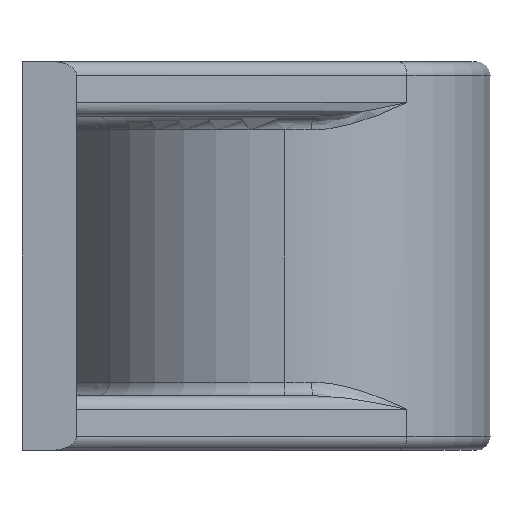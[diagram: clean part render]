
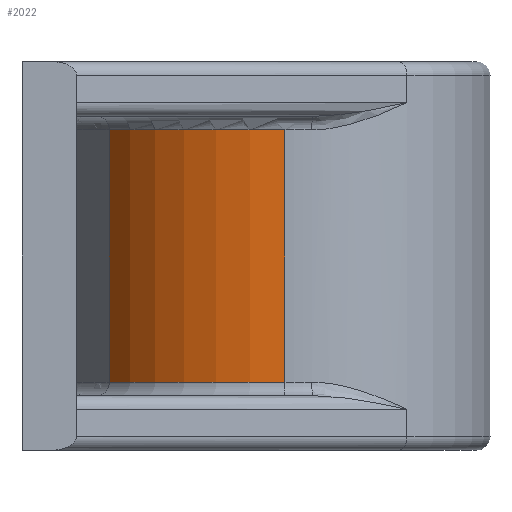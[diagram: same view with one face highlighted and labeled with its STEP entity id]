
A CAD part, left-side view. The second image highlights one B-rep face of the part: STEP entity #2022.
In plain terms, the highlighted cylindrical face has radius 15.1 mm (diameter 30.2 mm), a partial arc.
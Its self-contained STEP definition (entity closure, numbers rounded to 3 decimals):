
#42 = AXIS2_PLACEMENT_3D ( 'NONE', #294, #874, #1398 ) ;
#64 = LINE ( 'NONE', #752, #669 ) ;
#126 = VERTEX_POINT ( 'NONE', #1345 ) ;
#160 = AXIS2_PLACEMENT_3D ( 'NONE', #1460, #406, #1803 ) ;
#238 = EDGE_CURVE ( 'NONE', #126, #1104, #1045, .T. ) ;
#294 = CARTESIAN_POINT ( 'NONE',  ( 0., 0., 1.5 ) ) ;
#344 = FACE_OUTER_BOUND ( 'NONE', #2309, .T. ) ;
#406 = DIRECTION ( 'NONE',  ( 0., 0., -1. ) ) ;
#582 = DIRECTION ( 'NONE',  ( -1., 0., 0. ) ) ;
#669 = VECTOR ( 'NONE', #870, 1000. ) ;
#706 = VECTOR ( 'NONE', #953, 1000. ) ;
#736 = LINE ( 'NONE', #1462, #706 ) ;
#752 = CARTESIAN_POINT ( 'NONE',  ( -15.1, 0., 25. ) ) ;
#848 = CARTESIAN_POINT ( 'NONE',  ( -15.1, 0., 1.5 ) ) ;
#870 = DIRECTION ( 'NONE',  ( 0., 0., -1. ) ) ;
#874 = DIRECTION ( 'NONE',  ( 0., 0., 1. ) ) ;
#953 = DIRECTION ( 'NONE',  ( 0., 0., -1. ) ) ;
#1045 = CIRCLE ( 'NONE', #42, 15.1 ) ;
#1070 = CARTESIAN_POINT ( 'NONE',  ( 0., 0., 25. ) ) ;
#1104 = VERTEX_POINT ( 'NONE', #848 ) ;
#1145 = ORIENTED_EDGE ( 'NONE', *, *, #1232, .T. ) ;
#1208 = ORIENTED_EDGE ( 'NONE', *, *, #1720, .T. ) ;
#1223 = CARTESIAN_POINT ( 'NONE',  ( -15.1, 0., 20. ) ) ;
#1232 = EDGE_CURVE ( 'NONE', #1425, #126, #736, .T. ) ;
#1276 = EDGE_CURVE ( 'NONE', #1587, #1104, #64, .T. ) ;
#1293 = CYLINDRICAL_SURFACE ( 'NONE', #2143, 15.1 ) ;
#1345 = CARTESIAN_POINT ( 'NONE',  ( -7.852, 12.898, 1.5 ) ) ;
#1398 = DIRECTION ( 'NONE',  ( -1., 0., 0. ) ) ;
#1425 = VERTEX_POINT ( 'NONE', #2245 ) ;
#1460 = CARTESIAN_POINT ( 'NONE',  ( 0., 0., 20. ) ) ;
#1462 = CARTESIAN_POINT ( 'NONE',  ( -7.852, 12.898, 25. ) ) ;
#1587 = VERTEX_POINT ( 'NONE', #1223 ) ;
#1720 = EDGE_CURVE ( 'NONE', #1587, #1425, #1829, .T. ) ;
#1803 = DIRECTION ( 'NONE',  ( 1., 0., 0. ) ) ;
#1829 = CIRCLE ( 'NONE', #160, 15.1 ) ;
#1912 = ORIENTED_EDGE ( 'NONE', *, *, #1276, .F. ) ;
#2002 = DIRECTION ( 'NONE',  ( 0., 0., -1. ) ) ;
#2017 = ORIENTED_EDGE ( 'NONE', *, *, #238, .T. ) ;
#2022 = ADVANCED_FACE ( 'NONE', ( #344 ), #1293, .T. ) ;
#2143 = AXIS2_PLACEMENT_3D ( 'NONE', #1070, #2002, #582 ) ;
#2245 = CARTESIAN_POINT ( 'NONE',  ( -7.852, 12.898, 20. ) ) ;
#2309 = EDGE_LOOP ( 'NONE', ( #1912, #1208, #1145, #2017 ) ) ;
